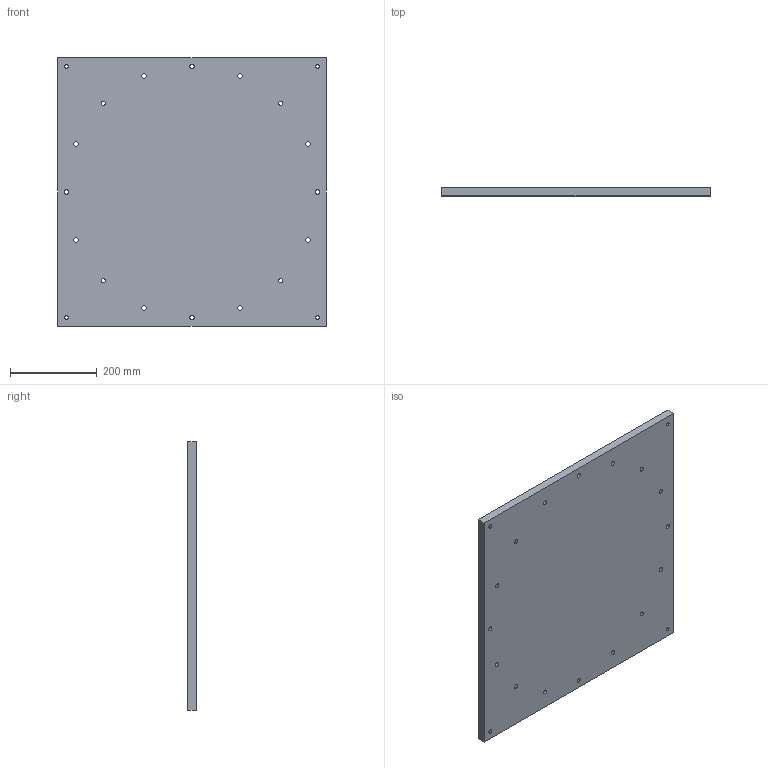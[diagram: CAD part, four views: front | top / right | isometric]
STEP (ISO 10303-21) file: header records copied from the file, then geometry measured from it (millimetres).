
FILE_DESCRIPTION (( 'STEP AP214' ), '1' );
FILE_NAME ('820KMB500. .step', '2018-03-20T07:04:45', ( 'install' ), ( '' ), 'SwSTEP 2.0', 'SolidWorks 2015', '' );
FILE_SCHEMA (( 'AUTOMOTIVE_DESIGN' ));
Length unit declared in the file: millimetre
Products named in the file (1): 820KMB500. 
Bounding box: 620 x 19.5 x 620 mm (x, y, z)
Volume: 7434313.3 mm3; surface area: 839808.6 mm2
Topology: 1 solids, 1 shells, 59 faces, 158 edges, 104 vertices
Faces by surface type: cylinder 46, plane 9, torus 4
Entity records: 2454 total; most frequent: DIRECTION 378, CARTESIAN_POINT 322, ORIENTED_EDGE 316, AXIS2_PLACEMENT_3D 160, EDGE_CURVE 158, VERTEX_POINT 104, EDGE_LOOP 102, CIRCLE 100
